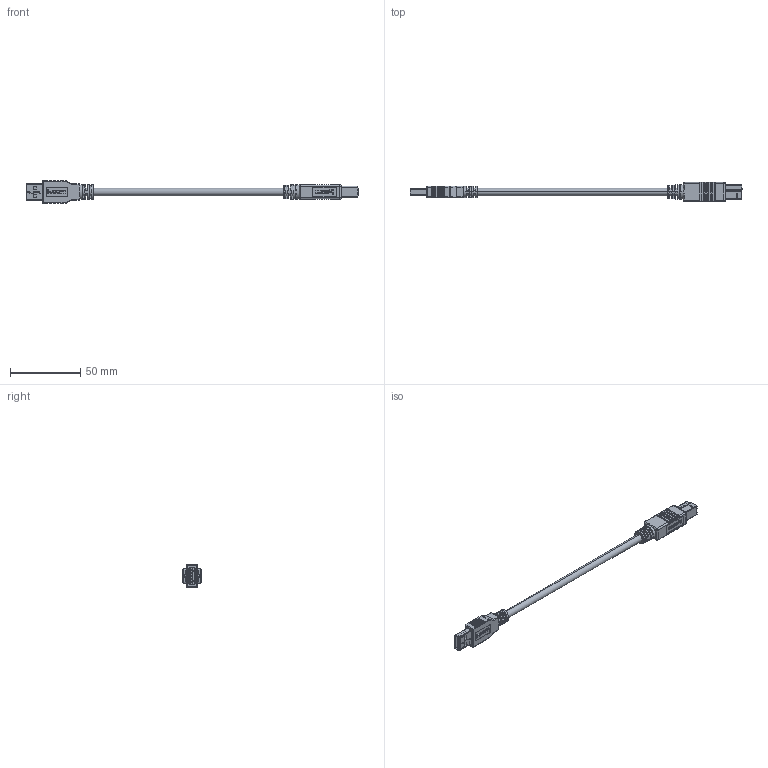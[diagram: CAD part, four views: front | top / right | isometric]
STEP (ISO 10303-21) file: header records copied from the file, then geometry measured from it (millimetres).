
FILE_DESCRIPTION (( 'STEP AP214' ), '1' );
FILE_NAME ('CAU3ZAB_3D.STEP', '2020-04-02T22:09:08', ( '' ), ( '' ), 'SwSTEP 2.0', 'SolidWorks 2018', '' );
FILE_SCHEMA (( 'AUTOMOTIVE_DESIGN' ));
Length unit declared in the file: inch
Products named in the file (16): 1AA05-046-MA1; MTN-598_NO CBL; 1AA05-046-MA2_Without Crimp; MTN-597; 3AC08-027; CAU3ZAB_3D; 1AA05-075-MA1___; MTN-598_NO CABLE; MTN-594_NO CABLE; MTN-593; 1AA05-075-MA2___; 1AA05-075-MA3_SR CRIMPED; 1AA05-046-MA3
Assembly tree (15 placements, depth 4):
  CAU3ZAB_3D
    3AC08-027
    MTN-594_NO CABLE
      MTN-593
        1AA05-046-MA3
        MTN-593
      1AA05-046-MA1
      1AA05-046-MA2_Without Crimp
      MTN-594_NO CABLE
    MTN-598_NO CABLE
      MTN-597
        1AA05-075-MA1___
        MTN-597
      1AA05-075-MA2___
      1AA05-075-MA3_SR CRIMPED
      MTN-598_NO CBL
Bounding box: 235.9 x 13.5 x 16 mm (x, y, z)
Volume: 13913.1 mm3; surface area: 15798.1 mm2
Topology: 35 solids, 35 shells, 2637 faces, 7059 edges, 4568 vertices
Faces by surface type: plane 1859, cylinder 478, bspline 230, torus 46, sphere 22, cone 2
Entity records: 97413 total; most frequent: CARTESIAN_POINT 26460, ORIENTED_EDGE 14062, DIRECTION 12287, EDGE_CURVE 7031, LINE 5329, VECTOR 5329, VERTEX_POINT 4568, AXIS2_PLACEMENT_3D 3479
